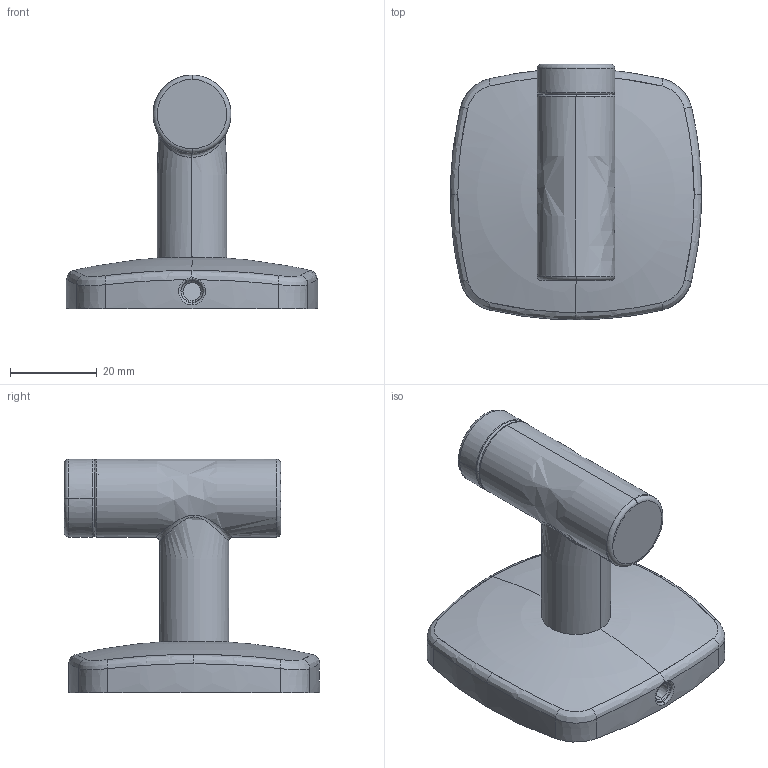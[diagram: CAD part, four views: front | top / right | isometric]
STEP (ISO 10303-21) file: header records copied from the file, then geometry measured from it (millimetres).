
FILE_DESCRIPTION((''),'2;1');
FILE_NAME('D0380530_ASM','2020-10-15T',('fpd05'),(''),'CREO PARAMETRIC BY PTC INC, 2015480','CREO PARAMETRIC BY PTC INC, 2015480','');
FILE_SCHEMA(('CONFIG_CONTROL_DESIGN'));
Products named in the file (6): 80D0380530; 82D0380530; 81D0380530; 8SD98X53X05; 8JM5X30; D0380530_ASM
Assembly tree (5 placements, depth 2):
  D0380530_ASM
    80D0380530
    82D0380530
    81D0380530
    8SD98X53X05
    8JM5X30
Bounding box: 58 x 59 x 54 mm (x, y, z)
Surface area: 22211.6 mm2 (no closed solid volume)
Topology: 0 solids, 0 shells, 411 faces, 2088 edges, 2060 vertices
Faces by surface type: bspline 361, torus 32, sphere 18
Entity records: 42301 total; most frequent: CARTESIAN_POINT 25365, DIRECTION 2488, DEFINITIONAL_REPRESENTATION 2020, PCURVE 2020, COMPOSITE_CURVE_SEGMENT 2020, TRIMMED_CURVE 1991, VECTOR 1616, LINE 1616
